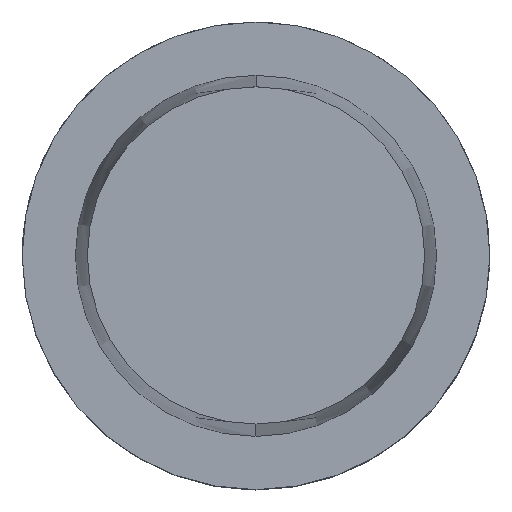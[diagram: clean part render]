
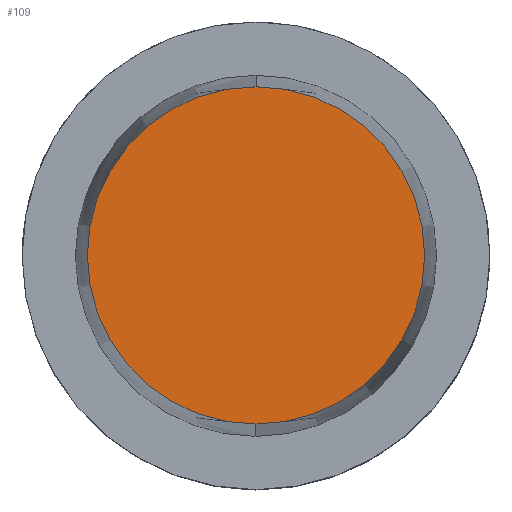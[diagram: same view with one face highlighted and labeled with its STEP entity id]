
A CAD part, top view. The second image highlights one B-rep face of the part: STEP entity #109.
In plain terms, the highlighted planar face has unit normal (0, 0, 1).
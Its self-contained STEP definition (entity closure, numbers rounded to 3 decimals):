
#109=ADVANCED_FACE('',(#141),#133,.F.);
#133=PLANE('',#421);
#141=FACE_OUTER_BOUND('',#152,.T.);
#152=EDGE_LOOP('',(#190,#191));
#190=ORIENTED_EDGE('',*,*,#316,.T.);
#191=ORIENTED_EDGE('',*,*,#317,.T.);
#280=VERTEX_POINT('',#615);
#281=VERTEX_POINT('',#616);
#316=EDGE_CURVE('',#280,#281,#361,.T.);
#317=EDGE_CURVE('',#281,#280,#362,.T.);
#361=CIRCLE('',#419,22.717);
#362=CIRCLE('',#420,22.717);
#419=AXIS2_PLACEMENT_3D('',#614,#486,#487);
#420=AXIS2_PLACEMENT_3D('',#617,#488,#489);
#421=AXIS2_PLACEMENT_3D('',#618,#490,#491);
#486=DIRECTION('',(0.,0.,1.));
#487=DIRECTION('',(-1.,0.,0.));
#488=DIRECTION('',(0.,0.,1.));
#489=DIRECTION('',(-1.,0.,0.));
#490=DIRECTION('',(0.,0.,-1.));
#491=DIRECTION('',(0.,-1.,0.));
#614=CARTESIAN_POINT('',(0.,0.,32.));
#615=CARTESIAN_POINT('',(0.,-22.717,32.));
#616=CARTESIAN_POINT('',(0.,22.717,32.));
#617=CARTESIAN_POINT('',(0.,0.,32.));
#618=CARTESIAN_POINT('',(0.,0.,32.));
